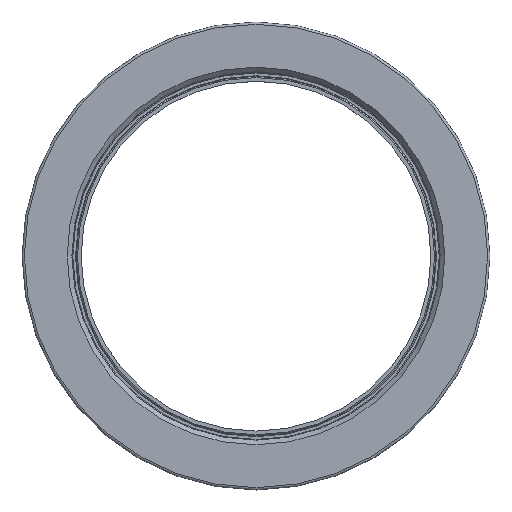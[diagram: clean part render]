
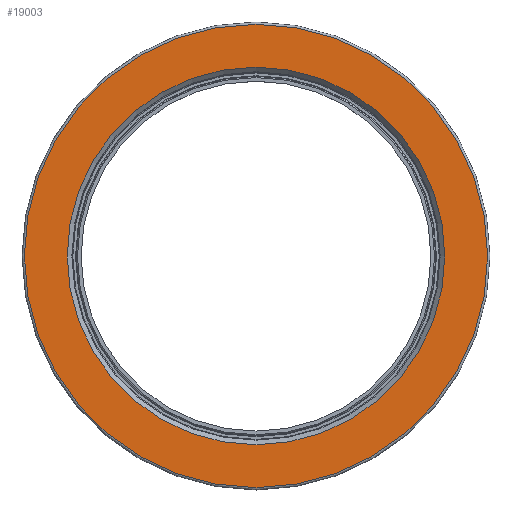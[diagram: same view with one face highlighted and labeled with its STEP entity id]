
A CAD part, top view. The second image highlights one B-rep face of the part: STEP entity #19003.
In plain terms, the highlighted planar face has unit normal (0, 0, 1).
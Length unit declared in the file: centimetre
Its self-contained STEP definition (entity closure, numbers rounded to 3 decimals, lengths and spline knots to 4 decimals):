
#49=CIRCLE('',#19594,81.5);
#53=CIRCLE('',#19600,100.);
#190=FACE_BOUND('',#2864,.T.);
#749=PLANE('',#19599);
#1748=FACE_OUTER_BOUND('',#2863,.T.);
#2863=EDGE_LOOP('',(#17455));
#2864=EDGE_LOOP('',(#17456));
#9251=VERTEX_POINT('',#33977);
#9255=VERTEX_POINT('',#33989);
#11987=EDGE_CURVE('',#9251,#9251,#49,.T.);
#11993=EDGE_CURVE('',#9255,#9255,#53,.T.);
#17455=ORIENTED_EDGE('',*,*,#11993,.T.);
#17456=ORIENTED_EDGE('',*,*,#11987,.F.);
#19003=ADVANCED_FACE('',(#1748,#190),#749,.T.);
#19594=AXIS2_PLACEMENT_3D('',#33978,#22620,#22621);
#19599=AXIS2_PLACEMENT_3D('',#33988,#22632,#22633);
#19600=AXIS2_PLACEMENT_3D('',#33990,#22634,#22635);
#22620=DIRECTION('center_axis',(0.,0.,1.));
#22621=DIRECTION('ref_axis',(1.,0.,0.));
#22632=DIRECTION('center_axis',(0.,0.,1.));
#22633=DIRECTION('ref_axis',(1.,0.,0.));
#22634=DIRECTION('center_axis',(0.,0.,1.));
#22635=DIRECTION('ref_axis',(-1.,0.,0.));
#33977=CARTESIAN_POINT('',(-161.,0.,2.));
#33978=CARTESIAN_POINT('Origin',(-79.5,0.,2.));
#33988=CARTESIAN_POINT('Origin',(-79.5,0.,2.));
#33989=CARTESIAN_POINT('',(20.5,0.,2.));
#33990=CARTESIAN_POINT('Origin',(-79.5,0.,2.));
